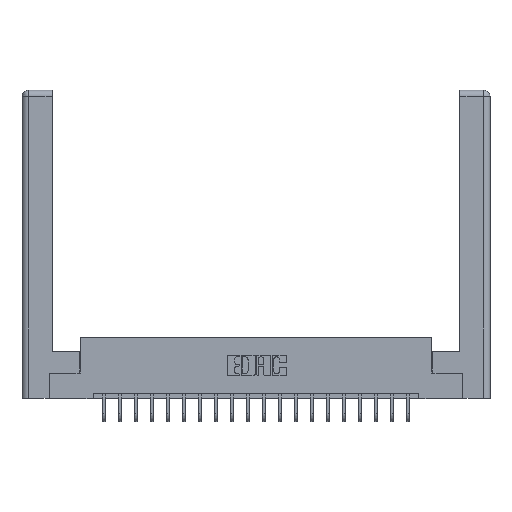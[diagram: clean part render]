
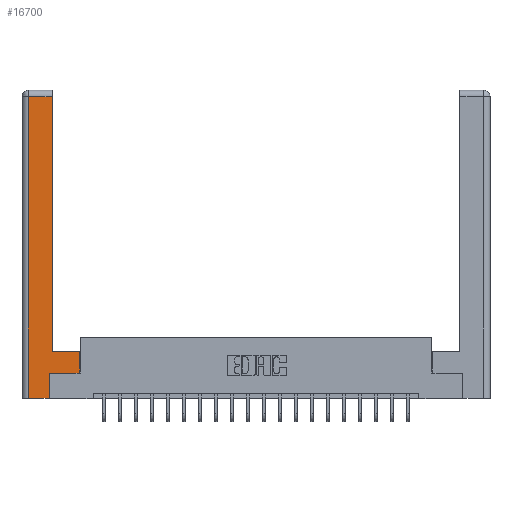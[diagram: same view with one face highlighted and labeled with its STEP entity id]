
A CAD part, top view. The second image highlights one B-rep face of the part: STEP entity #16700.
In plain terms, the highlighted planar face has unit normal (0, 0, 1).
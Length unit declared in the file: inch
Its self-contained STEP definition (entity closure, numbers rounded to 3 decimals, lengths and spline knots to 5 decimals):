
#61 = EDGE_CURVE ( 'NONE', #9117, #12379, #7548, .T. ) ;
#77 = VERTEX_POINT ( 'NONE', #4534 ) ;
#508 = LINE ( 'NONE', #14845, #21414 ) ;
#902 = VECTOR ( 'NONE', #18724, 39.37008 ) ;
#1049 = AXIS2_PLACEMENT_3D ( 'NONE', #20547, #6305, #2985 ) ;
#1653 = LINE ( 'NONE', #8404, #15429 ) ;
#2023 = VERTEX_POINT ( 'NONE', #21815 ) ;
#2232 = ORIENTED_EDGE ( 'NONE', *, *, #3263, .T. ) ;
#2658 = LINE ( 'NONE', #4119, #14239 ) ;
#2822 = LINE ( 'NONE', #20327, #902 ) ;
#2985 = DIRECTION ( 'NONE',  ( -1., 0., 0. ) ) ;
#3263 = EDGE_CURVE ( 'NONE', #9937, #77, #20351, .T. ) ;
#4119 = CARTESIAN_POINT ( 'NONE',  ( 0.265, 0.245, 0. ) ) ;
#4175 = DIRECTION ( 'NONE',  ( 1., 0., 0. ) ) ;
#4534 = CARTESIAN_POINT ( 'NONE',  ( 0.565, 0.245, 0. ) ) ;
#4865 = DIRECTION ( 'NONE',  ( 0., 1., 0. ) ) ;
#5144 = VERTEX_POINT ( 'NONE', #18272 ) ;
#5522 = ORIENTED_EDGE ( 'NONE', *, *, #13489, .T. ) ;
#6093 = CARTESIAN_POINT ( 'NONE',  ( 0.565, 0.245, 0. ) ) ;
#6305 = DIRECTION ( 'NONE',  ( 0., 0., -1. ) ) ;
#6393 = ORIENTED_EDGE ( 'NONE', *, *, #61, .T. ) ;
#7548 = LINE ( 'NONE', #13090, #13617 ) ;
#7777 = CARTESIAN_POINT ( 'NONE',  ( 0.265, 0., 0. ) ) ;
#8404 = CARTESIAN_POINT ( 'NONE',  ( 0.265, 0., 0. ) ) ;
#8647 = CARTESIAN_POINT ( 'NONE',  ( 0.0615, 0., 0. ) ) ;
#8821 = CARTESIAN_POINT ( 'NONE',  ( 0.265, 0.245, 0. ) ) ;
#9027 = EDGE_CURVE ( 'NONE', #21219, #9937, #2658, .T. ) ;
#9117 = VERTEX_POINT ( 'NONE', #19824 ) ;
#9267 = ORIENTED_EDGE ( 'NONE', *, *, #9027, .T. ) ;
#9937 = VERTEX_POINT ( 'NONE', #8821 ) ;
#10176 = DIRECTION ( 'NONE',  ( 1., 0., 0. ) ) ;
#11205 = FACE_OUTER_BOUND ( 'NONE', #12310, .T. ) ;
#11514 = DIRECTION ( 'NONE',  ( 0., 1., 0. ) ) ;
#11826 = ORIENTED_EDGE ( 'NONE', *, *, #17724, .T. ) ;
#11862 = DIRECTION ( 'NONE',  ( -1., 0., 0. ) ) ;
#12310 = EDGE_LOOP ( 'NONE', ( #6393, #11826, #5522, #14674, #9267, #2232, #20232, #20995 ) ) ;
#12379 = VERTEX_POINT ( 'NONE', #21163 ) ;
#13090 = CARTESIAN_POINT ( 'NONE',  ( 0.295, 3., 0. ) ) ;
#13150 = DIRECTION ( 'NONE',  ( -1., 0., 0. ) ) ;
#13489 = EDGE_CURVE ( 'NONE', #2023, #16934, #2822, .T. ) ;
#13617 = VECTOR ( 'NONE', #11514, 39.37008 ) ;
#14239 = VECTOR ( 'NONE', #18157, 39.37008 ) ;
#14674 = ORIENTED_EDGE ( 'NONE', *, *, #16038, .T. ) ;
#14682 = LINE ( 'NONE', #22443, #17161 ) ;
#14845 = CARTESIAN_POINT ( 'NONE',  ( 0.0615, 2.94, 0. ) ) ;
#15429 = VECTOR ( 'NONE', #10176, 39.37008 ) ;
#16038 = EDGE_CURVE ( 'NONE', #16934, #21219, #1653, .T. ) ;
#16526 = VECTOR ( 'NONE', #4175, 39.37008 ) ;
#16700 = ADVANCED_FACE ( 'NONE', ( #11205 ), #22180, .F. ) ;
#16934 = VERTEX_POINT ( 'NONE', #8647 ) ;
#17161 = VECTOR ( 'NONE', #11862, 39.37008 ) ;
#17724 = EDGE_CURVE ( 'NONE', #12379, #2023, #508, .T. ) ;
#18157 = DIRECTION ( 'NONE',  ( 0., 1., 0. ) ) ;
#18272 = CARTESIAN_POINT ( 'NONE',  ( 0.565, 0.45, 0. ) ) ;
#18724 = DIRECTION ( 'NONE',  ( 0., -1., 0. ) ) ;
#19465 = EDGE_CURVE ( 'NONE', #5144, #9117, #14682, .T. ) ;
#19824 = CARTESIAN_POINT ( 'NONE',  ( 0.295, 0.45, 0. ) ) ;
#20232 = ORIENTED_EDGE ( 'NONE', *, *, #20888, .T. ) ;
#20327 = CARTESIAN_POINT ( 'NONE',  ( 0.0615, 0., 0. ) ) ;
#20351 = LINE ( 'NONE', #6093, #16526 ) ;
#20547 = CARTESIAN_POINT ( 'NONE',  ( 0., 0., 0. ) ) ;
#20803 = CARTESIAN_POINT ( 'NONE',  ( 0.565, 0.45, 0. ) ) ;
#20888 = EDGE_CURVE ( 'NONE', #77, #5144, #22593, .T. ) ;
#20995 = ORIENTED_EDGE ( 'NONE', *, *, #19465, .T. ) ;
#21163 = CARTESIAN_POINT ( 'NONE',  ( 0.295, 2.94, 0. ) ) ;
#21195 = VECTOR ( 'NONE', #4865, 39.37008 ) ;
#21219 = VERTEX_POINT ( 'NONE', #7777 ) ;
#21414 = VECTOR ( 'NONE', #13150, 39.37008 ) ;
#21815 = CARTESIAN_POINT ( 'NONE',  ( 0.0615, 2.94, 0. ) ) ;
#22180 = PLANE ( 'NONE',  #1049 ) ;
#22443 = CARTESIAN_POINT ( 'NONE',  ( 0.295, 0.45, 0. ) ) ;
#22593 = LINE ( 'NONE', #20803, #21195 ) ;
